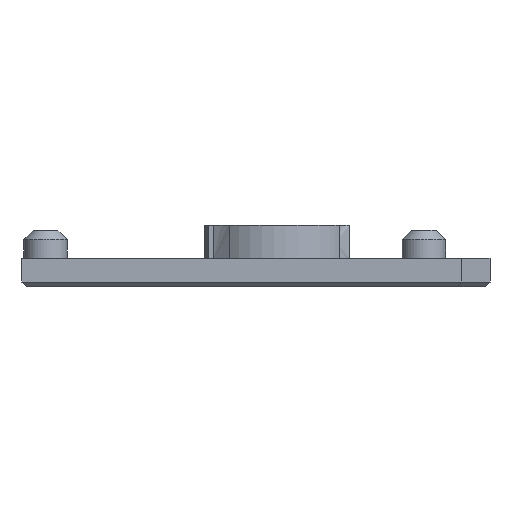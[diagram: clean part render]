
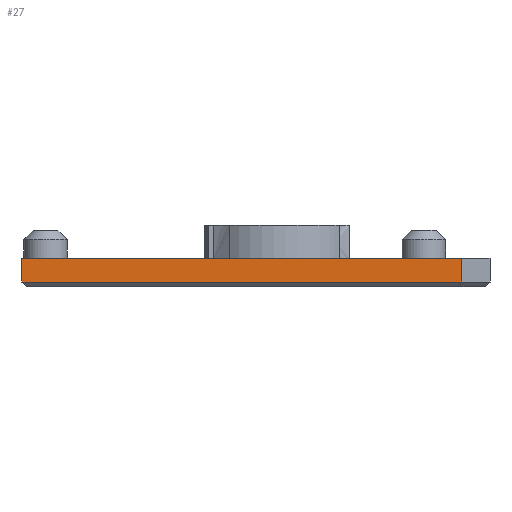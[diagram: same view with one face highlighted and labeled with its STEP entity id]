
A CAD part, front view. The second image highlights one B-rep face of the part: STEP entity #27.
In plain terms, the highlighted planar face has unit normal (0, -1, 0).
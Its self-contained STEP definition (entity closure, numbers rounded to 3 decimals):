
#27=ADVANCED_FACE('',(#121),#1449,.T.);
#121=FACE_OUTER_BOUND('',#215,.T.);
#215=EDGE_LOOP('',(#321,#322,#323,#324));
#321=ORIENTED_EDGE('',*,*,#790,.T.);
#322=ORIENTED_EDGE('',*,*,#791,.T.);
#323=ORIENTED_EDGE('',*,*,#789,.F.);
#324=ORIENTED_EDGE('',*,*,#792,.F.);
#789=EDGE_CURVE('',#1258,#1257,#1149,.T.);
#790=EDGE_CURVE('',#1259,#1260,#1150,.T.);
#791=EDGE_CURVE('',#1260,#1257,#1151,.T.);
#792=EDGE_CURVE('',#1259,#1258,#1152,.T.);
#1149=B_SPLINE_CURVE_WITH_KNOTS('',1,(#2253,#2254),.UNSPECIFIED.,.F.,.F.,
(2,2),(0.,46.5),.UNSPECIFIED.);
#1150=B_SPLINE_CURVE_WITH_KNOTS('',1,(#2255,#2256),.UNSPECIFIED.,.F.,.F.,
(2,2),(0.,46.5),.UNSPECIFIED.);
#1151=B_SPLINE_CURVE_WITH_KNOTS('',1,(#2257,#2258),.UNSPECIFIED.,.F.,.F.,
(2,2),(0.5,3.),.UNSPECIFIED.);
#1152=B_SPLINE_CURVE_WITH_KNOTS('',1,(#2259,#2260),.UNSPECIFIED.,.F.,.F.,
(2,2),(0.5,3.),.UNSPECIFIED.);
#1257=VERTEX_POINT('',#2111);
#1258=VERTEX_POINT('',#2112);
#1259=VERTEX_POINT('',#2113);
#1260=VERTEX_POINT('',#2114);
#1449=PLANE('',#1513);
#1513=AXIS2_PLACEMENT_3D('',#1607,#1560,$);
#1560=DIRECTION('',(0.,-1.,0.));
#1607=CARTESIAN_POINT('',(-27.,-38.5,0.));
#2111=CARTESIAN_POINT('',(19.5,-38.5,3.));
#2112=CARTESIAN_POINT('',(-27.,-38.5,3.));
#2113=CARTESIAN_POINT('',(-27.,-38.5,0.5));
#2114=CARTESIAN_POINT('',(19.5,-38.5,0.5));
#2253=CARTESIAN_POINT('',(-27.,-38.5,3.));
#2254=CARTESIAN_POINT('',(19.5,-38.5,3.));
#2255=CARTESIAN_POINT('',(-27.,-38.5,0.5));
#2256=CARTESIAN_POINT('',(19.5,-38.5,0.5));
#2257=CARTESIAN_POINT('',(19.5,-38.5,0.5));
#2258=CARTESIAN_POINT('',(19.5,-38.5,3.));
#2259=CARTESIAN_POINT('',(-27.,-38.5,0.5));
#2260=CARTESIAN_POINT('',(-27.,-38.5,3.));
